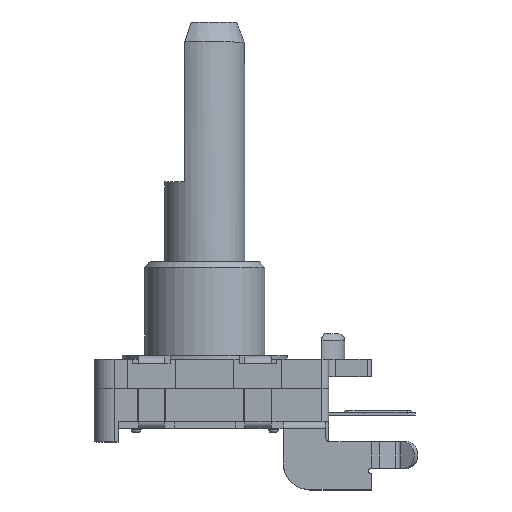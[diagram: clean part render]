
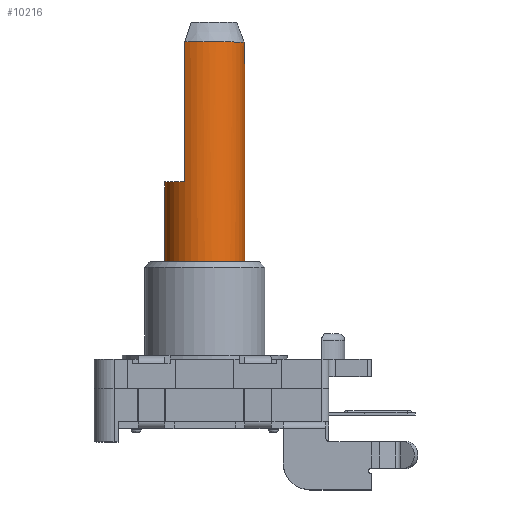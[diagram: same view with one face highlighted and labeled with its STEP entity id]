
A CAD part, top view. The second image highlights one B-rep face of the part: STEP entity #10216.
In plain terms, the highlighted cylindrical face has radius 3 mm (diameter 6 mm), a full revolution.
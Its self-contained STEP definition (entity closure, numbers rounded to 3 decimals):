
#308=CIRCLE('',#11135,3.);
#311=CIRCLE('',#11139,3.);
#312=CIRCLE('',#11140,3.);
#313=CIRCLE('',#11141,3.);
#314=CIRCLE('',#11142,3.);
#315=CIRCLE('',#11143,3.);
#397=CYLINDRICAL_SURFACE('',#11138,3.);
#962=FACE_OUTER_BOUND('',#1543,.T.);
#1543=EDGE_LOOP('',(#9179,#9180,#9181,#9182,#9183,#9184,#9185,#9186,#9187,
#9188));
#2763=LINE('',#16887,#3989);
#2764=LINE('',#16891,#3990);
#2765=LINE('',#16893,#3991);
#3989=VECTOR('',#13816,10.);
#3990=VECTOR('',#13819,10.);
#3991=VECTOR('',#13822,3.);
#4932=VERTEX_POINT('',#16873);
#4934=VERTEX_POINT('',#16879);
#4935=VERTEX_POINT('',#16880);
#4936=VERTEX_POINT('',#16882);
#4937=VERTEX_POINT('',#16884);
#4938=VERTEX_POINT('',#16886);
#4939=VERTEX_POINT('',#16888);
#4940=VERTEX_POINT('',#16890);
#6349=EDGE_CURVE('',#4932,#4932,#308,.T.);
#6352=EDGE_CURVE('',#4934,#4935,#311,.T.);
#6353=EDGE_CURVE('',#4934,#4936,#312,.T.);
#6354=EDGE_CURVE('',#4937,#4936,#313,.T.);
#6355=EDGE_CURVE('',#4937,#4938,#2763,.T.);
#6356=EDGE_CURVE('',#4938,#4939,#314,.T.);
#6357=EDGE_CURVE('',#4939,#4940,#2764,.T.);
#6358=EDGE_CURVE('',#4935,#4940,#315,.T.);
#6359=EDGE_CURVE('',#4935,#4932,#2765,.T.);
#9179=ORIENTED_EDGE('',*,*,#6352,.F.);
#9180=ORIENTED_EDGE('',*,*,#6353,.T.);
#9181=ORIENTED_EDGE('',*,*,#6354,.F.);
#9182=ORIENTED_EDGE('',*,*,#6355,.T.);
#9183=ORIENTED_EDGE('',*,*,#6356,.T.);
#9184=ORIENTED_EDGE('',*,*,#6357,.T.);
#9185=ORIENTED_EDGE('',*,*,#6358,.F.);
#9186=ORIENTED_EDGE('',*,*,#6359,.T.);
#9187=ORIENTED_EDGE('',*,*,#6349,.F.);
#9188=ORIENTED_EDGE('',*,*,#6359,.F.);
#10216=ADVANCED_FACE('',(#962),#397,.T.);
#11135=AXIS2_PLACEMENT_3D('',#16874,#13802,#13803);
#11138=AXIS2_PLACEMENT_3D('',#16878,#13808,#13809);
#11139=AXIS2_PLACEMENT_3D('',#16881,#13810,#13811);
#11140=AXIS2_PLACEMENT_3D('',#16883,#13812,#13813);
#11141=AXIS2_PLACEMENT_3D('',#16885,#13814,#13815);
#11142=AXIS2_PLACEMENT_3D('',#16889,#13817,#13818);
#11143=AXIS2_PLACEMENT_3D('',#16892,#13820,#13821);
#13802=DIRECTION('center_axis',(-1.,0.,0.));
#13803=DIRECTION('ref_axis',(0.,0.,1.));
#13808=DIRECTION('center_axis',(1.,0.,0.));
#13809=DIRECTION('ref_axis',(0.,0.,1.));
#13810=DIRECTION('center_axis',(1.,0.,0.));
#13811=DIRECTION('ref_axis',(0.,0.,-1.));
#13812=DIRECTION('center_axis',(-1.,0.,0.));
#13813=DIRECTION('ref_axis',(0.,0.,1.));
#13814=DIRECTION('center_axis',(1.,0.,0.));
#13815=DIRECTION('ref_axis',(0.,0.,1.));
#13816=DIRECTION('',(-1.,0.,0.));
#13817=DIRECTION('center_axis',(-1.,0.,0.));
#13818=DIRECTION('ref_axis',(0.,0.,1.));
#13819=DIRECTION('',(1.,0.,0.));
#13820=DIRECTION('center_axis',(1.,0.,0.));
#13821=DIRECTION('ref_axis',(0.,0.,-1.));
#13822=DIRECTION('',(-1.,0.,0.));
#16873=CARTESIAN_POINT('',(1.04,0.,-3.));
#16874=CARTESIAN_POINT('Origin',(1.04,0.,0.));
#16878=CARTESIAN_POINT('Origin',(1.,0.,0.));
#16879=CARTESIAN_POINT('',(17.5,-2.958,-0.5));
#16880=CARTESIAN_POINT('',(17.5,0.,-3.));
#16881=CARTESIAN_POINT('Origin',(17.5,0.,0.));
#16882=CARTESIAN_POINT('',(17.5,-2.958,0.5));
#16883=CARTESIAN_POINT('Origin',(17.5,0.,0.));
#16884=CARTESIAN_POINT('',(17.5,1.5,2.598));
#16885=CARTESIAN_POINT('Origin',(17.5,0.,0.));
#16886=CARTESIAN_POINT('',(7.,1.5,2.598));
#16887=CARTESIAN_POINT('',(1.,1.5,2.598));
#16888=CARTESIAN_POINT('',(7.,1.5,-2.598));
#16889=CARTESIAN_POINT('Origin',(7.,0.,0.));
#16890=CARTESIAN_POINT('',(17.5,1.5,-2.598));
#16891=CARTESIAN_POINT('',(1.,1.5,-2.598));
#16892=CARTESIAN_POINT('Origin',(17.5,0.,0.));
#16893=CARTESIAN_POINT('',(1.,0.,-3.));
